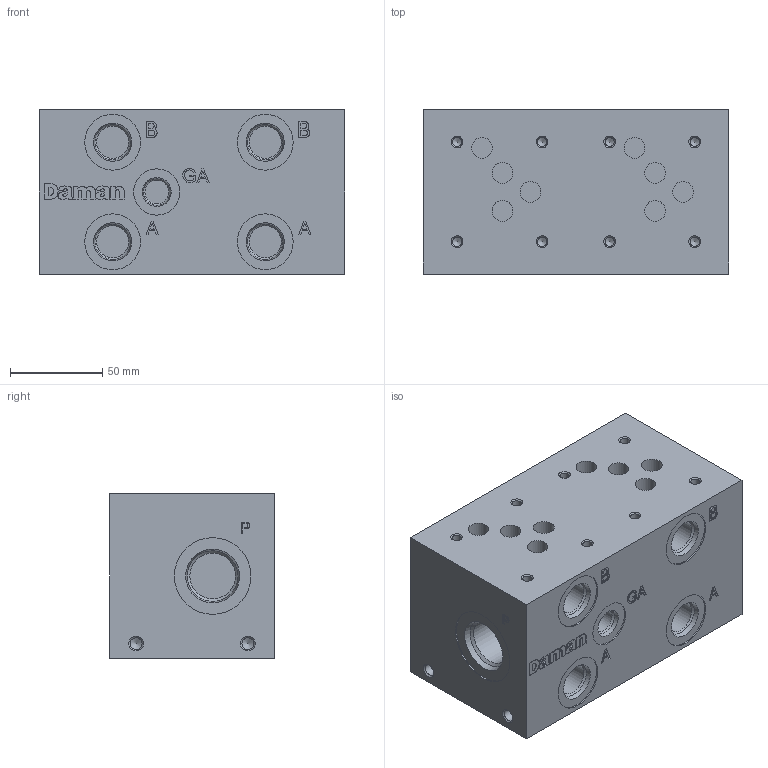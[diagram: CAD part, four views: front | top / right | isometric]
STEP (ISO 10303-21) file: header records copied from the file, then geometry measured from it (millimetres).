
FILE_DESCRIPTION( ( 'STEP AP214' ), ' ' );
FILE_NAME( 'AD05S023S.stp', '2018-07-08T22:36:52', ( '' ), ( '' ), ' ', 'PARTsolutions', ' ' );
FILE_SCHEMA( ( 'AUTOMOTIVE_DESIGN { 1 0 10303 214 1 1 1 1 }' ) );
Length unit declared in the file: inch
Products named in the file (1): _AD05S023S
Bounding box: 165.1 x 88.9 x 88.9 mm (x, y, z)
Volume: 1243290.8 mm3; surface area: 89619.1 mm2
Topology: 1 solids, 1 shells, 317 faces, 774 edges, 504 vertices
Faces by surface type: plane 194, cylinder 85, cone 38
Full cylindrical faces by diameter (mm): 4.976 x8, 6.411 x4, 11.201 x8, 12.761 x1, 17.33 x4, 24.696 x2, 25.019 x1, 30.251 x4, 41.453 x1
Entity records: 11375 total; most frequent: DIRECTION 1521, CARTESIAN_POINT 1509, ORIENTED_EDGE 1378, EDGE_CURVE 689, AXIS2_PLACEMENT_3D 514, VERTEX_POINT 502, LINE 493, VECTOR 493
